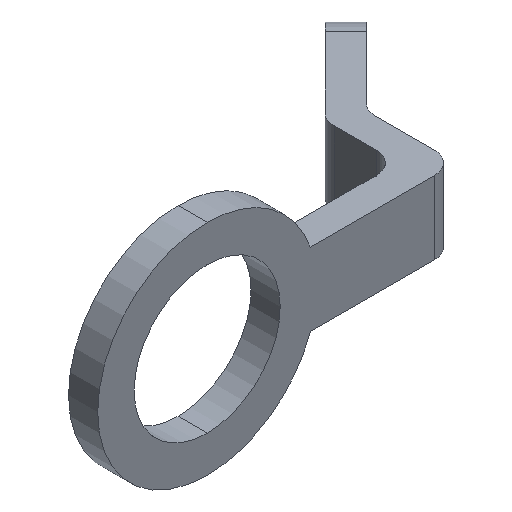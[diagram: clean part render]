
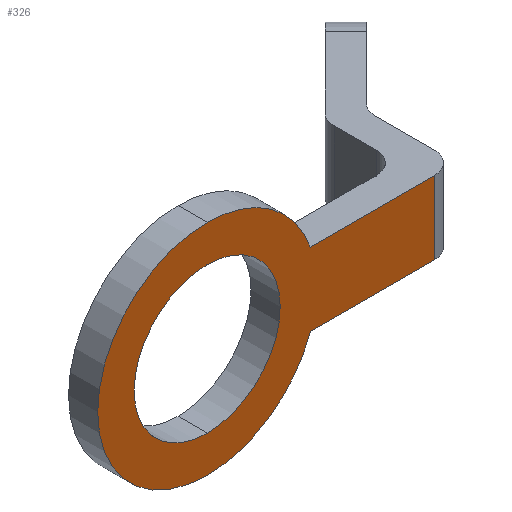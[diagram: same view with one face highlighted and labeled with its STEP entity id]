
A CAD part, isometric view. The second image highlights one B-rep face of the part: STEP entity #326.
In plain terms, the highlighted planar face has unit normal (0, -1, 0).
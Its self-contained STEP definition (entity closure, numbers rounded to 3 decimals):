
#7 = CARTESIAN_POINT ( 'NONE',  ( 0., 0., 0. ) ) ;
#9 = AXIS2_PLACEMENT_3D ( 'NONE', #7, #41, #339 ) ;
#11 = CARTESIAN_POINT ( 'NONE',  ( 0., 0., -10. ) ) ;
#23 = DIRECTION ( 'NONE',  ( -1., 0., 0. ) ) ;
#29 = DIRECTION ( 'NONE',  ( 0., 1., 0. ) ) ;
#30 = VERTEX_POINT ( 'NONE', #447 ) ;
#31 = CARTESIAN_POINT ( 'NONE',  ( 34.142, 0., 5. ) ) ;
#41 = DIRECTION ( 'NONE',  ( 0., 1., 0. ) ) ;
#42 = FACE_OUTER_BOUND ( 'NONE', #600, .T. ) ;
#61 = AXIS2_PLACEMENT_3D ( 'NONE', #660, #161, #557 ) ;
#80 = PLANE ( 'NONE',  #118 ) ;
#94 = EDGE_CURVE ( 'NONE', #30, #463, #441, .T. ) ;
#97 = VECTOR ( 'NONE', #23, 1000. ) ;
#99 = VERTEX_POINT ( 'NONE', #215 ) ;
#109 = EDGE_CURVE ( 'NONE', #132, #202, #543, .T. ) ;
#118 = AXIS2_PLACEMENT_3D ( 'NONE', #307, #248, #191 ) ;
#132 = VERTEX_POINT ( 'NONE', #388 ) ;
#140 = VERTEX_POINT ( 'NONE', #446 ) ;
#147 = CIRCLE ( 'NONE', #710, 10. ) ;
#161 = DIRECTION ( 'NONE',  ( 0., 1., 0. ) ) ;
#176 = EDGE_CURVE ( 'NONE', #512, #99, #450, .T. ) ;
#179 = LINE ( 'NONE', #526, #97 ) ;
#191 = DIRECTION ( 'NONE',  ( 0., 0., 1. ) ) ;
#193 = CARTESIAN_POINT ( 'NONE',  ( 14.142, 0., 5. ) ) ;
#202 = VERTEX_POINT ( 'NONE', #617 ) ;
#211 = FACE_BOUND ( 'NONE', #302, .T. ) ;
#215 = CARTESIAN_POINT ( 'NONE',  ( 0., 0., 10. ) ) ;
#248 = DIRECTION ( 'NONE',  ( 0., 1., 0. ) ) ;
#252 = LINE ( 'NONE', #31, #564 ) ;
#269 = VERTEX_POINT ( 'NONE', #193 ) ;
#296 = EDGE_CURVE ( 'NONE', #269, #202, #252, .T. ) ;
#302 = EDGE_LOOP ( 'NONE', ( #490, #583 ) ) ;
#307 = CARTESIAN_POINT ( 'NONE',  ( 0., 0., 0. ) ) ;
#316 = ORIENTED_EDGE ( 'NONE', *, *, #109, .T. ) ;
#318 = DIRECTION ( 'NONE',  ( 0., 0., 1. ) ) ;
#326 = ADVANCED_FACE ( 'NONE', ( #42, #211 ), #80, .F. ) ;
#329 = CARTESIAN_POINT ( 'NONE',  ( 0., 0., 0. ) ) ;
#335 = CARTESIAN_POINT ( 'NONE',  ( 31.142, 0., 0. ) ) ;
#339 = DIRECTION ( 'NONE',  ( 0., 0., 1. ) ) ;
#346 = CIRCLE ( 'NONE', #492, 15. ) ;
#351 = CARTESIAN_POINT ( 'NONE',  ( 0., 0., 0. ) ) ;
#358 = CARTESIAN_POINT ( 'NONE',  ( 0., 0., 0. ) ) ;
#376 = EDGE_CURVE ( 'NONE', #132, #140, #179, .T. ) ;
#388 = CARTESIAN_POINT ( 'NONE',  ( 31.142, 0., -5. ) ) ;
#396 = AXIS2_PLACEMENT_3D ( 'NONE', #329, #550, #318 ) ;
#411 = ORIENTED_EDGE ( 'NONE', *, *, #94, .F. ) ;
#418 = DIRECTION ( 'NONE',  ( 0., 0., 1. ) ) ;
#441 = CIRCLE ( 'NONE', #61, 15. ) ;
#446 = CARTESIAN_POINT ( 'NONE',  ( 14.142, 0., -5. ) ) ;
#447 = CARTESIAN_POINT ( 'NONE',  ( 0., 0., -15. ) ) ;
#450 = CIRCLE ( 'NONE', #9, 10. ) ;
#456 = EDGE_CURVE ( 'NONE', #140, #30, #346, .T. ) ;
#463 = VERTEX_POINT ( 'NONE', #577 ) ;
#465 = DIRECTION ( 'NONE',  ( 0., 0., 1. ) ) ;
#471 = VECTOR ( 'NONE', #705, 1000. ) ;
#475 = DIRECTION ( 'NONE',  ( 1., 0., 0. ) ) ;
#490 = ORIENTED_EDGE ( 'NONE', *, *, #176, .T. ) ;
#492 = AXIS2_PLACEMENT_3D ( 'NONE', #358, #680, #465 ) ;
#499 = EDGE_CURVE ( 'NONE', #99, #512, #147, .T. ) ;
#512 = VERTEX_POINT ( 'NONE', #11 ) ;
#526 = CARTESIAN_POINT ( 'NONE',  ( 34.142, 0., -5. ) ) ;
#543 = LINE ( 'NONE', #335, #471 ) ;
#550 = DIRECTION ( 'NONE',  ( 0., 1., 0. ) ) ;
#557 = DIRECTION ( 'NONE',  ( 0., 0., 1. ) ) ;
#564 = VECTOR ( 'NONE', #475, 1000. ) ;
#577 = CARTESIAN_POINT ( 'NONE',  ( 0., 0., 15. ) ) ;
#583 = ORIENTED_EDGE ( 'NONE', *, *, #499, .T. ) ;
#595 = ORIENTED_EDGE ( 'NONE', *, *, #296, .F. ) ;
#600 = EDGE_LOOP ( 'NONE', ( #672, #316, #595, #688, #411, #702 ) ) ;
#617 = CARTESIAN_POINT ( 'NONE',  ( 31.142, 0., 5. ) ) ;
#660 = CARTESIAN_POINT ( 'NONE',  ( 0., 0., 0. ) ) ;
#672 = ORIENTED_EDGE ( 'NONE', *, *, #376, .F. ) ;
#680 = DIRECTION ( 'NONE',  ( 0., 1., 0. ) ) ;
#688 = ORIENTED_EDGE ( 'NONE', *, *, #691, .F. ) ;
#691 = EDGE_CURVE ( 'NONE', #463, #269, #704, .T. ) ;
#702 = ORIENTED_EDGE ( 'NONE', *, *, #456, .F. ) ;
#704 = CIRCLE ( 'NONE', #396, 15. ) ;
#705 = DIRECTION ( 'NONE',  ( 0., 0., 1. ) ) ;
#710 = AXIS2_PLACEMENT_3D ( 'NONE', #351, #29, #418 ) ;
